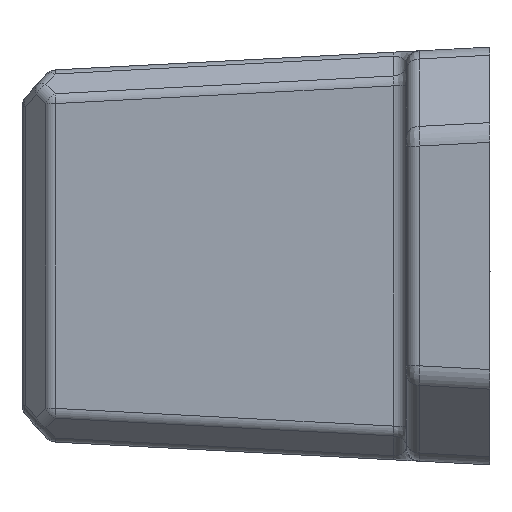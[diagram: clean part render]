
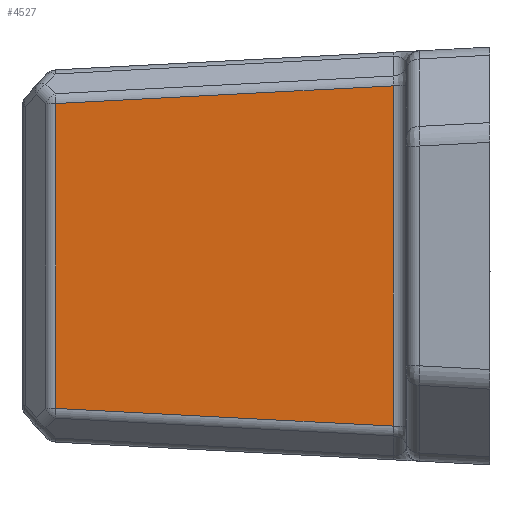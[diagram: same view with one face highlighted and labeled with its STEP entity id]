
A CAD part, left-side view. The second image highlights one B-rep face of the part: STEP entity #4527.
In plain terms, the highlighted planar face has unit normal (-0.999, 0.052, 0).
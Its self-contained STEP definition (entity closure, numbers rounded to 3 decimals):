
#134 = LINE ( 'NONE', #12922, #2944 ) ;
#668 = EDGE_CURVE ( 'NONE', #7338, #2442, #17999, .T. ) ;
#881 = DIRECTION ( 'NONE',  ( 0.052, 0.997, -0.052 ) ) ;
#1061 = VERTEX_POINT ( 'NONE', #22297 ) ;
#2132 = LINE ( 'NONE', #14631, #25401 ) ;
#2136 = DIRECTION ( 'NONE',  ( -0.052, -0.997, -0.052 ) ) ;
#2442 = VERTEX_POINT ( 'NONE', #16707 ) ;
#2944 = VECTOR ( 'NONE', #2136, 1000. ) ;
#3777 = ORIENTED_EDGE ( 'NONE', *, *, #4728, .T. ) ;
#4008 = FACE_OUTER_BOUND ( 'NONE', #14142, .T. ) ;
#4374 = EDGE_CURVE ( 'NONE', #2442, #22331, #16239, .T. ) ;
#4527 = ADVANCED_FACE ( 'NONE', ( #4008 ), #23110, .T. ) ;
#4728 = EDGE_CURVE ( 'NONE', #1061, #7338, #134, .T. ) ;
#7338 = VERTEX_POINT ( 'NONE', #25223 ) ;
#8877 = VECTOR ( 'NONE', #881, 1000. ) ;
#9071 = EDGE_CURVE ( 'NONE', #22331, #1061, #2132, .T. ) ;
#10214 = CARTESIAN_POINT ( 'NONE',  ( -11.25, 0., -7.5 ) ) ;
#10286 = AXIS2_PLACEMENT_3D ( 'NONE', #10214, #27851, #12218 ) ;
#10304 = ORIENTED_EDGE ( 'NONE', *, *, #9071, .T. ) ;
#12218 = DIRECTION ( 'NONE',  ( -0.052, -0.999, 0. ) ) ;
#12922 = CARTESIAN_POINT ( 'NONE',  ( -11.093, 2.989, -6.133 ) ) ;
#14142 = EDGE_LOOP ( 'NONE', ( #10304, #3777, #17878, #17911 ) ) ;
#14631 = CARTESIAN_POINT ( 'NONE',  ( -10.433, 15.595, -5.668 ) ) ;
#15085 = CARTESIAN_POINT ( 'NONE',  ( -10.433, 15.595, 5.474 ) ) ;
#16239 = LINE ( 'NONE', #27427, #8877 ) ;
#16707 = CARTESIAN_POINT ( 'NONE',  ( -11.068, 3.474, 6.109 ) ) ;
#17490 = DIRECTION ( 'NONE',  ( 0., 0., -1. ) ) ;
#17878 = ORIENTED_EDGE ( 'NONE', *, *, #668, .T. ) ;
#17911 = ORIENTED_EDGE ( 'NONE', *, *, #4374, .T. ) ;
#17999 = LINE ( 'NONE', #22437, #20754 ) ;
#20338 = DIRECTION ( 'NONE',  ( 0., 0., 1. ) ) ;
#20754 = VECTOR ( 'NONE', #20338, 1000. ) ;
#22297 = CARTESIAN_POINT ( 'NONE',  ( -10.433, 15.595, -5.472 ) ) ;
#22331 = VERTEX_POINT ( 'NONE', #15085 ) ;
#22437 = CARTESIAN_POINT ( 'NONE',  ( -11.068, 3.474, 6.341 ) ) ;
#23110 = PLANE ( 'NONE',  #10286 ) ;
#25223 = CARTESIAN_POINT ( 'NONE',  ( -11.068, 3.474, -6.107 ) ) ;
#25401 = VECTOR ( 'NONE', #17490, 1000. ) ;
#27427 = CARTESIAN_POINT ( 'NONE',  ( -10.422, 15.791, 5.464 ) ) ;
#27851 = DIRECTION ( 'NONE',  ( -0.999, 0.052, 0. ) ) ;
